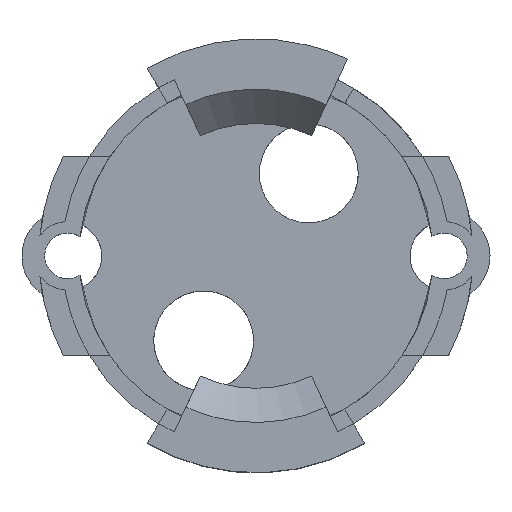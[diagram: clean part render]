
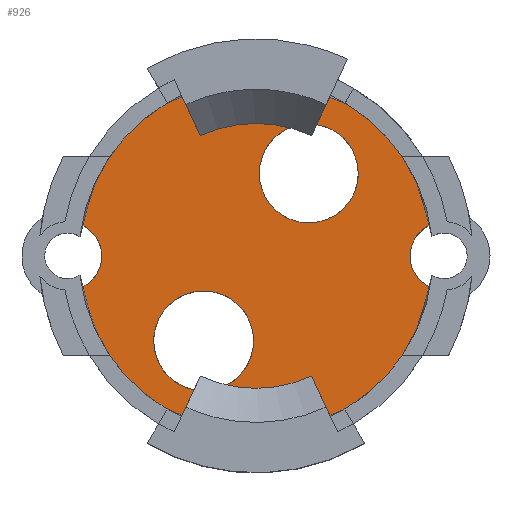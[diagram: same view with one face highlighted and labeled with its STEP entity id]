
A CAD part, top view. The second image highlights one B-rep face of the part: STEP entity #926.
In plain terms, the highlighted free-form (B-spline) face has degree [1, 1] with [2, 2] control points.
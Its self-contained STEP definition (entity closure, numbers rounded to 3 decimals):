
#22 = VERTEX_POINT('',#23);
#23 = CARTESIAN_POINT('',(16.523,2.957,0.));
#54 = VERTEX_POINT('',#55);
#55 = CARTESIAN_POINT('',(14.62,0.,0.));
#60 = EDGE_CURVE('',#54,#22,#61,.T.);
#61 = ( BOUNDED_CURVE() B_SPLINE_CURVE(2,(#62,#63,#64),.UNSPECIFIED.,.F.
,.F.) B_SPLINE_CURVE_WITH_KNOTS((3,3),(0.,1.144),
.PIECEWISE_BEZIER_KNOTS.) CURVE() GEOMETRIC_REPRESENTATION_ITEM() 
RATIONAL_B_SPLINE_CURVE((1.,0.841,1.)) REPRESENTATION_ITEM('') 
  );
#62 = CARTESIAN_POINT('',(14.62,0.,0.));
#63 = CARTESIAN_POINT('',(14.62,2.091,0.));
#64 = CARTESIAN_POINT('',(16.523,2.957,0.));
#159 = VERTEX_POINT('',#160);
#160 = CARTESIAN_POINT('',(-0.23,-8.035,0.));
#165 = EDGE_CURVE('',#166,#159,#168,.T.);
#166 = VERTEX_POINT('',#167);
#167 = CARTESIAN_POINT('',(-9.693,-8.035,0.));
#168 = ( BOUNDED_CURVE() B_SPLINE_CURVE(2,(#169,#170,#171,#172,#173),
.UNSPECIFIED.,.F.,.F.) B_SPLINE_CURVE_WITH_KNOTS((3,2,3),(3.142,
4.712,6.283),.PIECEWISE_BEZIER_KNOTS.) CURVE() 
GEOMETRIC_REPRESENTATION_ITEM() RATIONAL_B_SPLINE_CURVE((1.,
0.707,1.,0.707,1.)) REPRESENTATION_ITEM('') );
#169 = CARTESIAN_POINT('',(-9.693,-8.035,0.));
#170 = CARTESIAN_POINT('',(-9.693,-12.767,0.));
#171 = CARTESIAN_POINT('',(-4.962,-12.767,0.));
#172 = CARTESIAN_POINT('',(-0.23,-12.767,0.));
#173 = CARTESIAN_POINT('',(-0.23,-8.035,0.));
#207 = VERTEX_POINT('',#208);
#208 = CARTESIAN_POINT('',(9.7,7.842,0.));
#213 = EDGE_CURVE('',#214,#207,#216,.T.);
#214 = VERTEX_POINT('',#215);
#215 = CARTESIAN_POINT('',(0.32,7.842,0.));
#216 = ( BOUNDED_CURVE() B_SPLINE_CURVE(2,(#217,#218,#219,#220,#221),
.UNSPECIFIED.,.F.,.F.) B_SPLINE_CURVE_WITH_KNOTS((3,2,3),(3.142,
4.712,6.283),.PIECEWISE_BEZIER_KNOTS.) CURVE() 
GEOMETRIC_REPRESENTATION_ITEM() RATIONAL_B_SPLINE_CURVE((1.,
0.707,1.,0.707,1.)) REPRESENTATION_ITEM('') );
#217 = CARTESIAN_POINT('',(0.32,7.842,0.));
#218 = CARTESIAN_POINT('',(0.32,3.151,0.));
#219 = CARTESIAN_POINT('',(5.01,3.151,0.));
#220 = CARTESIAN_POINT('',(9.7,3.151,0.));
#221 = CARTESIAN_POINT('',(9.7,7.842,0.));
#709 = VERTEX_POINT('',#710);
#710 = CARTESIAN_POINT('',(-16.523,-2.957,0.));
#715 = EDGE_CURVE('',#709,#716,#718,.T.);
#716 = VERTEX_POINT('',#717);
#717 = CARTESIAN_POINT('',(16.523,-2.957,0.));
#718 = ( BOUNDED_CURVE() B_SPLINE_CURVE(2,(#719,#720,#721,#722,#723),
.UNSPECIFIED.,.F.,.F.) B_SPLINE_CURVE_WITH_KNOTS((3,2,3),(0.177
,1.571,2.964),.PIECEWISE_BEZIER_KNOTS.) CURVE() 
GEOMETRIC_REPRESENTATION_ITEM() RATIONAL_B_SPLINE_CURVE((1.,
0.767,1.,0.767,1.)) REPRESENTATION_ITEM('') );
#719 = CARTESIAN_POINT('',(-16.523,-2.957,0.));
#720 = CARTESIAN_POINT('',(-14.048,-16.786,0.));
#721 = CARTESIAN_POINT('',(0.,-16.786,0.));
#722 = CARTESIAN_POINT('',(14.048,-16.786,0.));
#723 = CARTESIAN_POINT('',(16.523,-2.957,0.));
#926 = ADVANCED_FACE('',(#927,#938,#964),#975,.F.);
#927 = FACE_BOUND('',#928,.T.);
#928 = EDGE_LOOP('',(#929,#937));
#929 = ORIENTED_EDGE('',*,*,#930,.F.);
#930 = EDGE_CURVE('',#159,#166,#931,.T.);
#931 = ( BOUNDED_CURVE() B_SPLINE_CURVE(2,(#932,#933,#934,#935,#936),
.UNSPECIFIED.,.F.,.F.) B_SPLINE_CURVE_WITH_KNOTS((3,2,3),(0.,
1.571,3.142),.PIECEWISE_BEZIER_KNOTS.) CURVE() 
GEOMETRIC_REPRESENTATION_ITEM() RATIONAL_B_SPLINE_CURVE((1.,
0.707,1.,0.707,1.)) REPRESENTATION_ITEM('') );
#932 = CARTESIAN_POINT('',(-0.23,-8.035,0.));
#933 = CARTESIAN_POINT('',(-0.23,-3.303,0.));
#934 = CARTESIAN_POINT('',(-4.962,-3.303,0.));
#935 = CARTESIAN_POINT('',(-9.693,-3.303,0.));
#936 = CARTESIAN_POINT('',(-9.693,-8.035,0.));
#937 = ORIENTED_EDGE('',*,*,#165,.F.);
#938 = FACE_BOUND('',#939,.T.);
#939 = EDGE_LOOP('',(#940,#941,#947,#948,#958));
#940 = ORIENTED_EDGE('',*,*,#715,.T.);
#941 = ORIENTED_EDGE('',*,*,#942,.T.);
#942 = EDGE_CURVE('',#716,#54,#943,.T.);
#943 = ( BOUNDED_CURVE() B_SPLINE_CURVE(2,(#944,#945,#946),
.UNSPECIFIED.,.F.,.F.) B_SPLINE_CURVE_WITH_KNOTS((3,3),(5.139,
6.283),.PIECEWISE_BEZIER_KNOTS.) CURVE() 
GEOMETRIC_REPRESENTATION_ITEM() RATIONAL_B_SPLINE_CURVE((1.,
0.841,1.)) REPRESENTATION_ITEM('') );
#944 = CARTESIAN_POINT('',(16.523,-2.957,0.));
#945 = CARTESIAN_POINT('',(14.62,-2.091,0.));
#946 = CARTESIAN_POINT('',(14.62,0.,0.));
#947 = ORIENTED_EDGE('',*,*,#60,.T.);
#948 = ORIENTED_EDGE('',*,*,#949,.T.);
#949 = EDGE_CURVE('',#22,#950,#952,.T.);
#950 = VERTEX_POINT('',#951);
#951 = CARTESIAN_POINT('',(-16.523,2.957,0.));
#952 = ( BOUNDED_CURVE() B_SPLINE_CURVE(2,(#953,#954,#955,#956,#957),
.UNSPECIFIED.,.F.,.F.) B_SPLINE_CURVE_WITH_KNOTS((3,2,3),(3.319
,4.712,6.106),.PIECEWISE_BEZIER_KNOTS.) CURVE() 
GEOMETRIC_REPRESENTATION_ITEM() RATIONAL_B_SPLINE_CURVE((1.,
0.767,1.,0.767,1.)) REPRESENTATION_ITEM('') );
#953 = CARTESIAN_POINT('',(16.523,2.957,0.));
#954 = CARTESIAN_POINT('',(14.048,16.786,0.));
#955 = CARTESIAN_POINT('',(0.,16.786,0.));
#956 = CARTESIAN_POINT('',(-14.048,16.786,0.));
#957 = CARTESIAN_POINT('',(-16.523,2.957,0.));
#958 = ORIENTED_EDGE('',*,*,#959,.T.);
#959 = EDGE_CURVE('',#950,#709,#960,.T.);
#960 = ( BOUNDED_CURVE() B_SPLINE_CURVE(2,(#961,#962,#963),
.UNSPECIFIED.,.F.,.F.) B_SPLINE_CURVE_WITH_KNOTS((3,3),(1.998,
4.285),.PIECEWISE_BEZIER_KNOTS.) CURVE() 
GEOMETRIC_REPRESENTATION_ITEM() RATIONAL_B_SPLINE_CURVE((1.,
0.414,1.)) REPRESENTATION_ITEM('') );
#961 = CARTESIAN_POINT('',(-16.523,2.957,0.));
#962 = CARTESIAN_POINT('',(-10.024,0.,0.));
#963 = CARTESIAN_POINT('',(-16.523,-2.957,0.));
#964 = FACE_BOUND('',#965,.T.);
#965 = EDGE_LOOP('',(#966,#974));
#966 = ORIENTED_EDGE('',*,*,#967,.F.);
#967 = EDGE_CURVE('',#207,#214,#968,.T.);
#968 = ( BOUNDED_CURVE() B_SPLINE_CURVE(2,(#969,#970,#971,#972,#973),
.UNSPECIFIED.,.F.,.F.) B_SPLINE_CURVE_WITH_KNOTS((3,2,3),(0.,
1.571,3.142),.PIECEWISE_BEZIER_KNOTS.) CURVE() 
GEOMETRIC_REPRESENTATION_ITEM() RATIONAL_B_SPLINE_CURVE((1.,
0.707,1.,0.707,1.)) REPRESENTATION_ITEM('') );
#969 = CARTESIAN_POINT('',(9.7,7.842,0.));
#970 = CARTESIAN_POINT('',(9.7,12.532,0.));
#971 = CARTESIAN_POINT('',(5.01,12.532,0.));
#972 = CARTESIAN_POINT('',(0.32,12.532,0.));
#973 = CARTESIAN_POINT('',(0.32,7.842,0.));
#974 = ORIENTED_EDGE('',*,*,#213,.F.);
#975 = B_SPLINE_SURFACE_WITH_KNOTS('',1,1,(
    (#976,#977)
    ,(#978,#979
    )),.UNSPECIFIED.,.F.,.F.,.F.,(2,2),(2,2),(-15.258,
    15.258),(-15.5,15.5),.PIECEWISE_BEZIER_KNOTS.);
#976 = CARTESIAN_POINT('',(16.523,-16.786,0.));
#977 = CARTESIAN_POINT('',(16.523,16.786,0.));
#978 = CARTESIAN_POINT('',(-16.523,-16.786,0.));
#979 = CARTESIAN_POINT('',(-16.523,16.786,0.));
